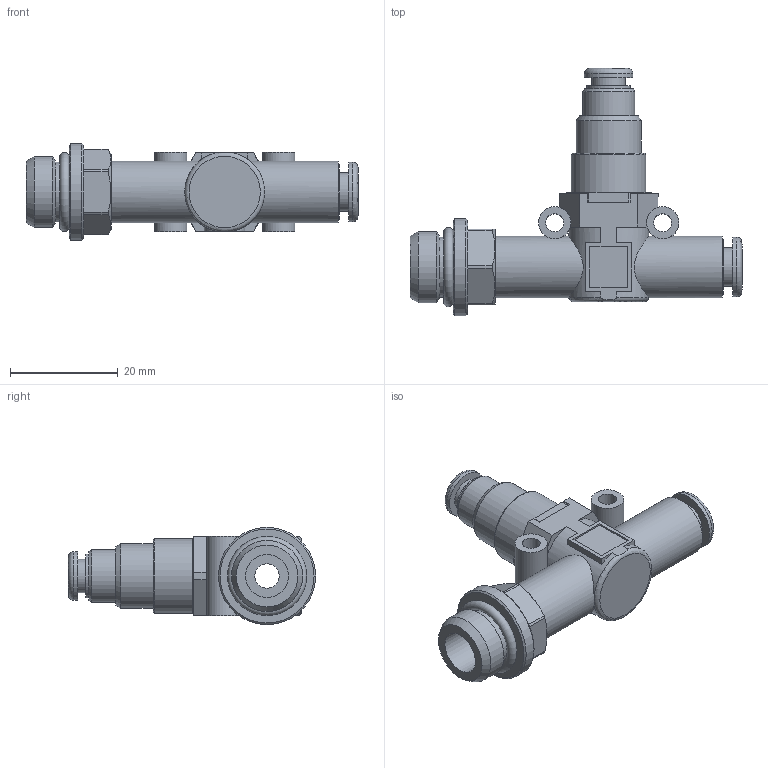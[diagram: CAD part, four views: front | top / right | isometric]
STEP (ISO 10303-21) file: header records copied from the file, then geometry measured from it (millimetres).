
FILE_DESCRIPTION( ( 'STEP AP214' ), ' ' );
FILE_NAME( '9065809.stp', '2017-03-31T09:52:44', ( '' ), ( '' ), ' ', 'PARTsolutions', ' ' );
FILE_SCHEMA( ( 'AUTOMOTIVE_DESIGN { 1 0 10303 214 1 1 1 1 }' ) );
Length unit declared in the file: millimetre
Products named in the file (6): 9065809; _LINE-ON-LINE D6 PNV_L-body; _LINE-ON-LINE D6 VNR-L bushing; _LINE-ON-LINE D6-1/4 RML-thread port; _LINE ON LINE D6 plate; _LINE-ON-LINE D4 VNR-L bushing
Assembly tree (5 placements, depth 2):
  9065809
    _LINE-ON-LINE D6 PNV_L-body
    _LINE-ON-LINE D6 VNR-L bushing
    _LINE-ON-LINE D6-1/4 RML-thread port
    _LINE ON LINE D6 plate
    _LINE-ON-LINE D4 VNR-L bushing
Bounding box: 61.5 x 45.8 x 18 mm (x, y, z)
Volume: 8362.2 mm3; surface area: 8446.9 mm2
Topology: 5 solids, 5 shells, 175 faces, 419 edges, 275 vertices
Faces by surface type: plane 102, cylinder 57, cone 12, torus 4
Full cylindrical faces by diameter (mm): 3.3 x2, 4 x1, 4.5 x1, 5.53 x2, 6 x3, 6.2 x3, 6.5 x1, 7.2 x3, 7.6 x1, 8 x1, 8.1 x1, 9 x3, 9.6 x2, 9.7 x1, 10.3 x3, 11 x1, 11.1 x1, 11.4 x2, 11.6 x1, 12 x1, 13.157 x1, 13.8 x1, 18 x1
Entity records: 6864 total; most frequent: CARTESIAN_POINT 1486, DIRECTION 816, ORIENTED_EDGE 706, EDGE_CURVE 353, AXIS2_PLACEMENT_3D 320, EDGE_LOOP 268, VERTEX_POINT 264, FACE_OUTER_BOUND 216
